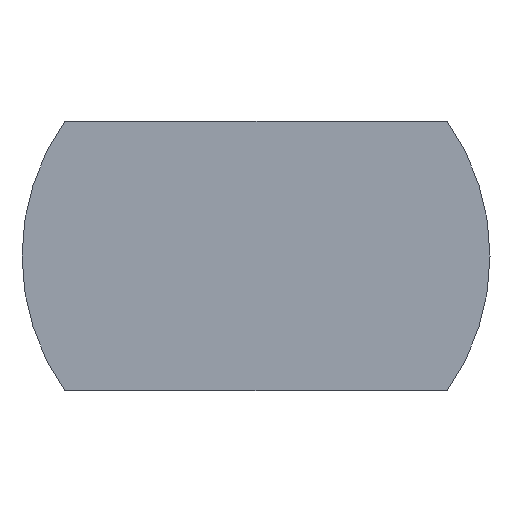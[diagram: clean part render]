
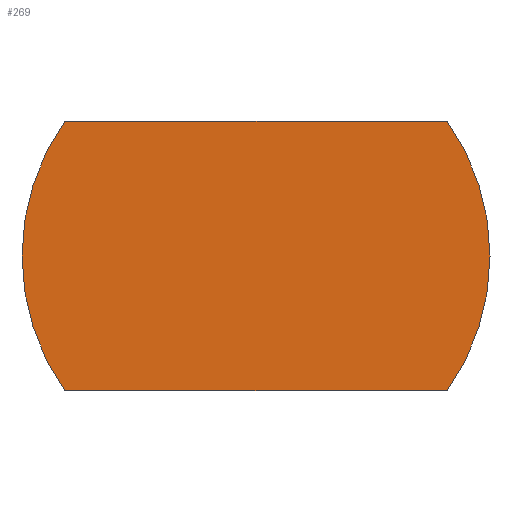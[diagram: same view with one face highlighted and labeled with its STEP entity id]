
A CAD part, front view. The second image highlights one B-rep face of the part: STEP entity #269.
In plain terms, the highlighted face is planar.
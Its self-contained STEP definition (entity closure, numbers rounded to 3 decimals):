
#185=CARTESIAN_POINT('',(54.405,-2.78,56.27));
#186=VERTEX_POINT('',#185);
#193=CARTESIAN_POINT('',(52.905,-2.78,55.794));
#194=VERTEX_POINT('',#193);
#195=CARTESIAN_POINT('',(54.405,-2.78,53.67));
#196=DIRECTION('',(-0.,-1.,0.));
#197=DIRECTION('',(-0.,0.,1.));
#198=AXIS2_PLACEMENT_3D('',#195,#196,#197);
#199=CIRCLE('',#198,2.6);
#200=EDGE_CURVE('',#186,#194,#199,.T.);
#220=CARTESIAN_POINT('',(55.705,-2.78,53.67));
#221=DIRECTION('',(-0.,-1.,0.));
#222=DIRECTION('',(-0.,0.,1.));
#223=AXIS2_PLACEMENT_3D('',#220,#221,#222);
#224=PLANE('',#223);
#225=CARTESIAN_POINT('',(55.905,-2.78,51.546));
#226=VERTEX_POINT('',#225);
#227=CARTESIAN_POINT('',(55.905,-2.78,55.794));
#228=VERTEX_POINT('',#227);
#229=CARTESIAN_POINT('',(55.905,-2.78,51.546));
#230=DIRECTION('',(-0.,0.,1.));
#231=VECTOR('',#230,4.247);
#232=LINE('',#229,#231);
#233=EDGE_CURVE('',#226,#228,#232,.T.);
#234=ORIENTED_EDGE('',*,*,#233,.F.);
#235=CARTESIAN_POINT('',(54.405,-2.78,51.07));
#236=VERTEX_POINT('',#235);
#237=CARTESIAN_POINT('',(54.405,-2.78,53.67));
#238=DIRECTION('',(-0.,-1.,0.));
#239=DIRECTION('',(-0.,0.,1.));
#240=AXIS2_PLACEMENT_3D('',#237,#238,#239);
#241=CIRCLE('',#240,2.6);
#242=EDGE_CURVE('',#236,#226,#241,.T.);
#243=ORIENTED_EDGE('',*,*,#242,.F.);
#244=CARTESIAN_POINT('',(52.905,-2.78,51.546));
#245=VERTEX_POINT('',#244);
#246=CARTESIAN_POINT('',(54.405,-2.78,53.67));
#247=DIRECTION('',(-0.,-1.,0.));
#248=DIRECTION('',(-0.,0.,1.));
#249=AXIS2_PLACEMENT_3D('',#246,#247,#248);
#250=CIRCLE('',#249,2.6);
#251=EDGE_CURVE('',#245,#236,#250,.T.);
#252=ORIENTED_EDGE('',*,*,#251,.F.);
#253=CARTESIAN_POINT('',(52.905,-2.78,55.794));
#254=DIRECTION('',(0.,-0.,-1.));
#255=VECTOR('',#254,4.247);
#256=LINE('',#253,#255);
#257=EDGE_CURVE('',#194,#245,#256,.T.);
#258=ORIENTED_EDGE('',*,*,#257,.F.);
#259=ORIENTED_EDGE('',*,*,#200,.F.);
#260=CARTESIAN_POINT('',(54.405,-2.78,53.67));
#261=DIRECTION('',(-0.,-1.,0.));
#262=DIRECTION('',(-0.,0.,1.));
#263=AXIS2_PLACEMENT_3D('',#260,#261,#262);
#264=CIRCLE('',#263,2.6);
#265=EDGE_CURVE('',#228,#186,#264,.T.);
#266=ORIENTED_EDGE('',*,*,#265,.F.);
#267=EDGE_LOOP('',(#234,#243,#252,#258,#259,#266));
#268=FACE_BOUND('',#267,.T.);
#269=ADVANCED_FACE('',(#268),#224,.F.);
